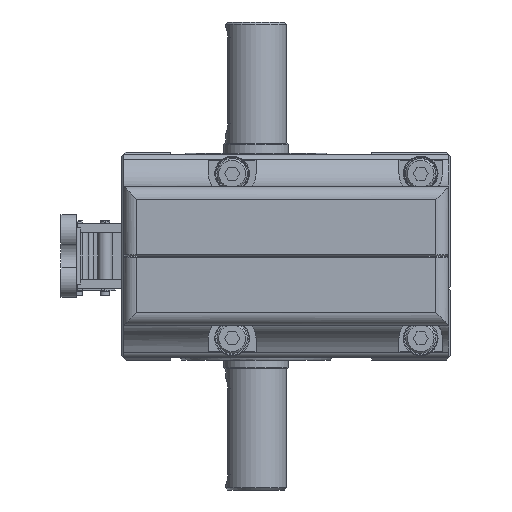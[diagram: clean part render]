
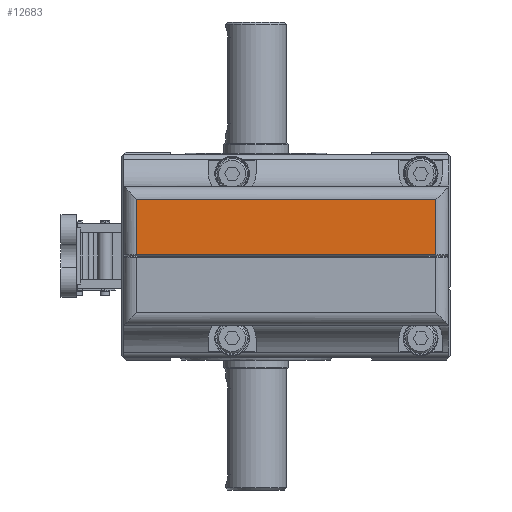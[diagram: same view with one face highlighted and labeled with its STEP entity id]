
A CAD part, left-side view. The second image highlights one B-rep face of the part: STEP entity #12683.
In plain terms, the highlighted planar face has unit normal (-1, 0, 0).
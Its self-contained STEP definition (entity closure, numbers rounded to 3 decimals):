
#275=B_SPLINE_CURVE_WITH_KNOTS('',3,(#20432,#20433,#20434,#20435),
 .UNSPECIFIED.,.F.,.F.,(4,4),(0.,1.),.UNSPECIFIED.);
#2635=ORIENTED_EDGE('',*,*,#5367,.F.);
#2636=ORIENTED_EDGE('',*,*,#5368,.F.);
#2637=ORIENTED_EDGE('',*,*,#5369,.T.);
#2638=ORIENTED_EDGE('',*,*,#5370,.T.);
#5367=EDGE_CURVE('',#6874,#6875,#7996,.T.);
#5368=EDGE_CURVE('',#6876,#6874,#7997,.T.);
#5369=EDGE_CURVE('',#6876,#6877,#7998,.T.);
#5370=EDGE_CURVE('',#6877,#6875,#275,.T.);
#6874=VERTEX_POINT('',#20426);
#6875=VERTEX_POINT('',#20427);
#6876=VERTEX_POINT('',#20429);
#6877=VERTEX_POINT('',#20431);
#7996=LINE('',#20425,#9023);
#7997=LINE('',#20428,#9024);
#7998=LINE('',#20430,#9025);
#9023=VECTOR('',#16290,1000.);
#9024=VECTOR('',#16291,1000.);
#9025=VECTOR('',#16292,1000.);
#10086=EDGE_LOOP('',(#2635,#2636,#2637,#2638));
#11204=FACE_BOUND('',#10086,.T.);
#12074=PLANE('',#13831);
#12683=ADVANCED_FACE('',(#11204),#12074,.F.);
#13831=AXIS2_PLACEMENT_3D('',#20424,#16288,#16289);
#16288=DIRECTION('',(1.,0.,0.));
#16289=DIRECTION('',(0.,0.,-1.));
#16290=DIRECTION('',(0.,0.,-1.));
#16291=DIRECTION('',(0.,-1.,0.));
#16292=DIRECTION('',(0.,0.,-1.));
#20424=CARTESIAN_POINT('',(-149.,34.5,23.5));
#20425=CARTESIAN_POINT('',(-149.,-34.5,23.5));
#20426=CARTESIAN_POINT('',(-149.,-34.5,13.));
#20427=CARTESIAN_POINT('',(-149.,-34.5,0.25));
#20428=CARTESIAN_POINT('',(-149.,37.5,13.));
#20429=CARTESIAN_POINT('',(-149.,34.5,13.));
#20430=CARTESIAN_POINT('',(-149.,34.5,23.5));
#20431=CARTESIAN_POINT('',(-149.,34.5,0.25));
#20432=CARTESIAN_POINT('',(-149.,34.5,0.25));
#20433=CARTESIAN_POINT('',(-149.,11.5,0.25));
#20434=CARTESIAN_POINT('',(-149.,-11.5,0.25));
#20435=CARTESIAN_POINT('',(-149.,-34.5,0.25));
